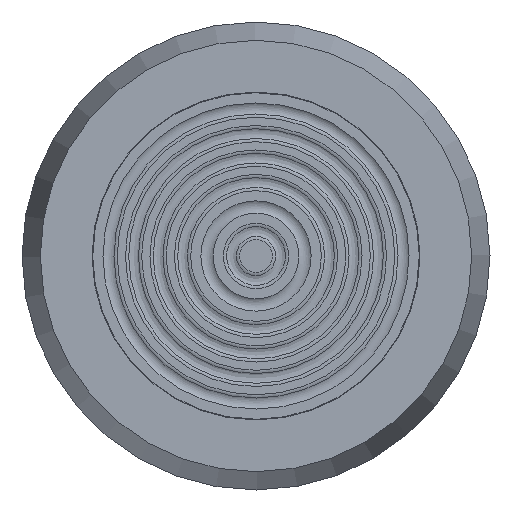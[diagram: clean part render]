
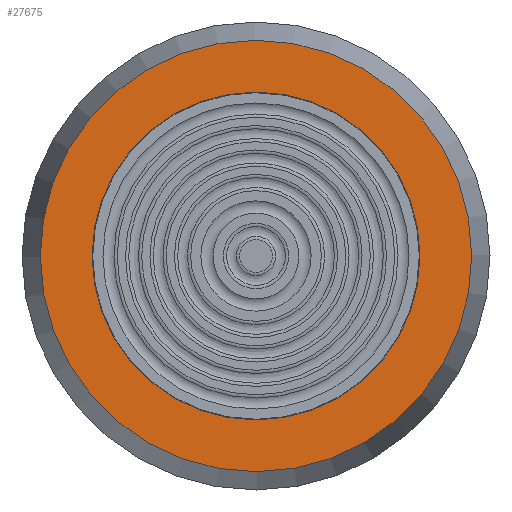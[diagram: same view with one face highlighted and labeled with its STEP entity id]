
A CAD part, left-side view. The second image highlights one B-rep face of the part: STEP entity #27675.
In plain terms, the highlighted planar face has unit normal (-1, 0, 0).
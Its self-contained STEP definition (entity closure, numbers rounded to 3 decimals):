
#556=FACE_BOUND('',#4926,.T.);
#1763=PLANE('',#29318);
#3288=FACE_OUTER_BOUND('',#4925,.T.);
#4925=EDGE_LOOP('',(#25777));
#4926=EDGE_LOOP('',(#25778));
#5530=CIRCLE('',#29309,24.);
#5535=CIRCLE('',#29319,31.571);
#13532=VERTEX_POINT('',#71198);
#13534=VERTEX_POINT('',#71211);
#17623=EDGE_CURVE('',#13532,#13532,#5530,.T.);
#17629=EDGE_CURVE('',#13534,#13534,#5535,.T.);
#25777=ORIENTED_EDGE('',*,*,#17629,.F.);
#25778=ORIENTED_EDGE('',*,*,#17623,.T.);
#27675=ADVANCED_FACE('',(#3288,#556),#1763,.T.);
#29309=AXIS2_PLACEMENT_3D('',#71199,#34322,#34323);
#29318=AXIS2_PLACEMENT_3D('',#71210,#34341,#34342);
#29319=AXIS2_PLACEMENT_3D('',#71212,#34343,#34344);
#34322=DIRECTION('center_axis',(1.,0.,0.));
#34323=DIRECTION('ref_axis',(0.,1.,0.));
#34341=DIRECTION('center_axis',(-1.,0.,0.));
#34342=DIRECTION('ref_axis',(0.,0.,1.));
#34343=DIRECTION('center_axis',(1.,0.,0.));
#34344=DIRECTION('ref_axis',(0.,0.,-1.));
#71198=CARTESIAN_POINT('',(-31.,-24.,0.));
#71199=CARTESIAN_POINT('Origin',(-31.,0.,0.));
#71210=CARTESIAN_POINT('Origin',(-31.,31.571,0.));
#71211=CARTESIAN_POINT('',(-31.,-31.571,0.));
#71212=CARTESIAN_POINT('Origin',(-31.,0.,0.));
